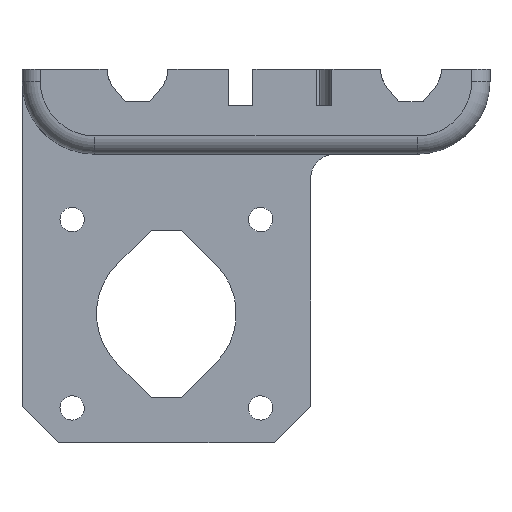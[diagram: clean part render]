
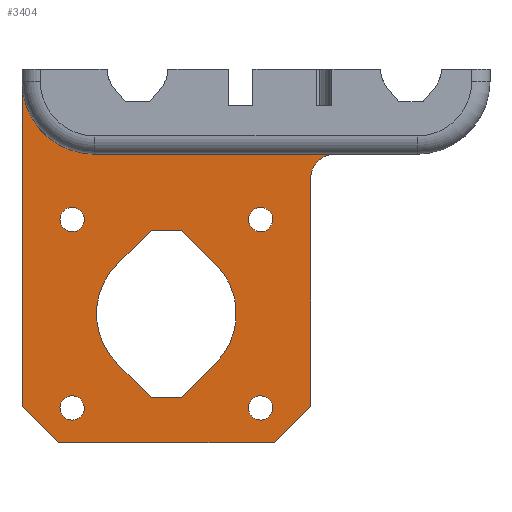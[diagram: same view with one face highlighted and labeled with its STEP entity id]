
A CAD part, left-side view. The second image highlights one B-rep face of the part: STEP entity #3404.
In plain terms, the highlighted planar face has unit normal (-1, 0, 0).
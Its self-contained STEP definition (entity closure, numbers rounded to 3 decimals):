
#2607=CARTESIAN_POINT('Vertex',(25.5,68.,0.)) ;
#2610=CARTESIAN_POINT('Line Origine',(25.5,48.25,0.)) ;
#2614=CARTESIAN_POINT('Vertex',(25.5,28.5,0.)) ;
#2640=CARTESIAN_POINT('Axis2P3D Location',(25.5,28.5,-4.)) ;
#2644=CARTESIAN_POINT('Vertex',(25.5,32.5,-4.)) ;
#2664=CARTESIAN_POINT('Line Origine',(25.5,32.5,-22.75)) ;
#2668=CARTESIAN_POINT('Vertex',(25.5,32.5,-41.5)) ;
#2954=CARTESIAN_POINT('Vertex',(25.5,80.,-41.5)) ;
#2957=CARTESIAN_POINT('Line Origine',(25.5,80.,-14.75)) ;
#2961=CARTESIAN_POINT('Vertex',(25.5,80.,12.)) ;
#3047=CARTESIAN_POINT('Axis2P3D Location',(25.5,68.,12.)) ;
#3232=CARTESIAN_POINT('Axis2P3D Location',(25.5,80.,0.)) ;
#3237=CARTESIAN_POINT('Line Origine',(25.5,77.,-44.5)) ;
#3241=CARTESIAN_POINT('Vertex',(25.5,74.,-47.5)) ;
#3244=CARTESIAN_POINT('Line Origine',(25.5,56.25,-47.5)) ;
#3248=CARTESIAN_POINT('Vertex',(25.5,38.5,-47.5)) ;
#3251=CARTESIAN_POINT('Line Origine',(25.5,35.5,-44.5)) ;
#3266=CARTESIAN_POINT('Line Origine',(25.5,56.25,-12.487)) ;
#3270=CARTESIAN_POINT('Vertex',(25.5,53.75,-12.487)) ;
#3272=CARTESIAN_POINT('Vertex',(25.5,58.75,-12.487)) ;
#3275=CARTESIAN_POINT('Line Origine',(25.5,50.934,-15.302)) ;
#3279=CARTESIAN_POINT('Vertex',(25.5,48.118,-18.118)) ;
#3282=CARTESIAN_POINT('Axis2P3D Location',(25.5,56.25,-26.25)) ;
#3286=CARTESIAN_POINT('Vertex',(25.5,48.118,-34.382)) ;
#3289=CARTESIAN_POINT('Line Origine',(25.5,50.934,-37.198)) ;
#3293=CARTESIAN_POINT('Vertex',(25.5,53.75,-40.013)) ;
#3296=CARTESIAN_POINT('Line Origine',(25.5,56.25,-40.013)) ;
#3300=CARTESIAN_POINT('Vertex',(25.5,58.75,-40.013)) ;
#3303=CARTESIAN_POINT('Line Origine',(25.5,61.566,-37.198)) ;
#3307=CARTESIAN_POINT('Vertex',(25.5,64.382,-34.382)) ;
#3310=CARTESIAN_POINT('Axis2P3D Location',(25.5,56.25,-26.25)) ;
#3314=CARTESIAN_POINT('Vertex',(25.5,64.382,-18.118)) ;
#3317=CARTESIAN_POINT('Line Origine',(25.5,61.566,-15.302)) ;
#3332=CARTESIAN_POINT('Axis2P3D Location',(25.5,40.75,-10.75)) ;
#3336=CARTESIAN_POINT('Vertex',(25.5,38.995,-9.791)) ;
#3338=CARTESIAN_POINT('Vertex',(25.5,42.505,-11.709)) ;
#3341=CARTESIAN_POINT('Axis2P3D Location',(25.5,40.75,-10.75)) ;
#3350=CARTESIAN_POINT('Axis2P3D Location',(25.5,71.75,-10.75)) ;
#3354=CARTESIAN_POINT('Vertex',(25.5,69.995,-9.791)) ;
#3356=CARTESIAN_POINT('Vertex',(25.5,73.505,-11.709)) ;
#3359=CARTESIAN_POINT('Axis2P3D Location',(25.5,71.75,-10.75)) ;
#3368=CARTESIAN_POINT('Axis2P3D Location',(25.5,71.75,-41.75)) ;
#3372=CARTESIAN_POINT('Vertex',(25.5,69.995,-40.791)) ;
#3374=CARTESIAN_POINT('Vertex',(25.5,73.505,-42.709)) ;
#3377=CARTESIAN_POINT('Axis2P3D Location',(25.5,71.75,-41.75)) ;
#3386=CARTESIAN_POINT('Axis2P3D Location',(25.5,40.75,-41.75)) ;
#3390=CARTESIAN_POINT('Vertex',(25.5,38.995,-40.791)) ;
#3392=CARTESIAN_POINT('Vertex',(25.5,42.505,-42.709)) ;
#3395=CARTESIAN_POINT('Axis2P3D Location',(25.5,40.75,-41.75)) ;
#2611=DIRECTION('Vector Direction',(0.,-1.,0.)) ;
#2641=DIRECTION('Axis2P3D Direction',(1.,0.,0.)) ;
#2665=DIRECTION('Vector Direction',(0.,0.,-1.)) ;
#2958=DIRECTION('Vector Direction',(0.,0.,-1.)) ;
#3048=DIRECTION('Axis2P3D Direction',(-1.,0.,0.)) ;
#3233=DIRECTION('Axis2P3D Direction',(1.,0.,0.)) ;
#3234=DIRECTION('Axis2P3D XDirection',(0.,-1.,0.)) ;
#3238=DIRECTION('Vector Direction',(0.,-0.707,-0.707)) ;
#3245=DIRECTION('Vector Direction',(0.,-1.,0.)) ;
#3252=DIRECTION('Vector Direction',(0.,-0.707,0.707)) ;
#3267=DIRECTION('Vector Direction',(0.,1.,0.)) ;
#3276=DIRECTION('Vector Direction',(0.,-0.707,-0.707)) ;
#3283=DIRECTION('Axis2P3D Direction',(1.,0.,0.)) ;
#3290=DIRECTION('Vector Direction',(0.,-0.707,0.707)) ;
#3297=DIRECTION('Vector Direction',(0.,-1.,0.)) ;
#3304=DIRECTION('Vector Direction',(0.,-0.707,-0.707)) ;
#3311=DIRECTION('Axis2P3D Direction',(1.,0.,0.)) ;
#3318=DIRECTION('Vector Direction',(0.,0.707,-0.707)) ;
#3333=DIRECTION('Axis2P3D Direction',(1.,0.,0.)) ;
#3342=DIRECTION('Axis2P3D Direction',(1.,0.,0.)) ;
#3351=DIRECTION('Axis2P3D Direction',(1.,0.,0.)) ;
#3360=DIRECTION('Axis2P3D Direction',(1.,0.,0.)) ;
#3369=DIRECTION('Axis2P3D Direction',(1.,0.,0.)) ;
#3378=DIRECTION('Axis2P3D Direction',(1.,0.,0.)) ;
#3387=DIRECTION('Axis2P3D Direction',(1.,0.,0.)) ;
#3396=DIRECTION('Axis2P3D Direction',(1.,0.,0.)) ;
#2642=AXIS2_PLACEMENT_3D('Circle Axis2P3D',#2640,#2641,$) ;
#3049=AXIS2_PLACEMENT_3D('Circle Axis2P3D',#3047,#3048,$) ;
#3235=AXIS2_PLACEMENT_3D('Plane Axis2P3D',#3232,#3233,#3234) ;
#3284=AXIS2_PLACEMENT_3D('Circle Axis2P3D',#3282,#3283,$) ;
#3312=AXIS2_PLACEMENT_3D('Circle Axis2P3D',#3310,#3311,$) ;
#3334=AXIS2_PLACEMENT_3D('Circle Axis2P3D',#3332,#3333,$) ;
#3343=AXIS2_PLACEMENT_3D('Circle Axis2P3D',#3341,#3342,$) ;
#3352=AXIS2_PLACEMENT_3D('Circle Axis2P3D',#3350,#3351,$) ;
#3361=AXIS2_PLACEMENT_3D('Circle Axis2P3D',#3359,#3360,$) ;
#3370=AXIS2_PLACEMENT_3D('Circle Axis2P3D',#3368,#3369,$) ;
#3379=AXIS2_PLACEMENT_3D('Circle Axis2P3D',#3377,#3378,$) ;
#3388=AXIS2_PLACEMENT_3D('Circle Axis2P3D',#3386,#3387,$) ;
#3397=AXIS2_PLACEMENT_3D('Circle Axis2P3D',#3395,#3396,$) ;
#3257=ORIENTED_EDGE('',*,*,#3051,.F.) ;
#3258=ORIENTED_EDGE('',*,*,#2963,.T.) ;
#3259=ORIENTED_EDGE('',*,*,#3243,.F.) ;
#3260=ORIENTED_EDGE('',*,*,#3250,.T.) ;
#3261=ORIENTED_EDGE('',*,*,#3255,.F.) ;
#3262=ORIENTED_EDGE('',*,*,#2670,.F.) ;
#3263=ORIENTED_EDGE('',*,*,#2646,.T.) ;
#3264=ORIENTED_EDGE('',*,*,#2616,.F.) ;
#3323=ORIENTED_EDGE('',*,*,#3274,.F.) ;
#3324=ORIENTED_EDGE('',*,*,#3281,.T.) ;
#3325=ORIENTED_EDGE('',*,*,#3288,.T.) ;
#3326=ORIENTED_EDGE('',*,*,#3295,.F.) ;
#3327=ORIENTED_EDGE('',*,*,#3302,.F.) ;
#3328=ORIENTED_EDGE('',*,*,#3309,.F.) ;
#3329=ORIENTED_EDGE('',*,*,#3316,.T.) ;
#3330=ORIENTED_EDGE('',*,*,#3321,.F.) ;
#3347=ORIENTED_EDGE('',*,*,#3340,.T.) ;
#3348=ORIENTED_EDGE('',*,*,#3345,.T.) ;
#3365=ORIENTED_EDGE('',*,*,#3358,.T.) ;
#3366=ORIENTED_EDGE('',*,*,#3363,.T.) ;
#3383=ORIENTED_EDGE('',*,*,#3376,.T.) ;
#3384=ORIENTED_EDGE('',*,*,#3381,.T.) ;
#3401=ORIENTED_EDGE('',*,*,#3394,.T.) ;
#3402=ORIENTED_EDGE('',*,*,#3399,.T.) ;
#3331=FACE_BOUND('',#3322,.T.) ;
#3349=FACE_BOUND('',#3346,.T.) ;
#3367=FACE_BOUND('',#3364,.T.) ;
#3385=FACE_BOUND('',#3382,.T.) ;
#3403=FACE_BOUND('',#3400,.T.) ;
#2612=VECTOR('Line Direction',#2611,1.) ;
#2666=VECTOR('Line Direction',#2665,1.) ;
#2959=VECTOR('Line Direction',#2958,1.) ;
#3239=VECTOR('Line Direction',#3238,1.) ;
#3246=VECTOR('Line Direction',#3245,1.) ;
#3253=VECTOR('Line Direction',#3252,1.) ;
#3268=VECTOR('Line Direction',#3267,1.) ;
#3277=VECTOR('Line Direction',#3276,1.) ;
#3291=VECTOR('Line Direction',#3290,1.) ;
#3298=VECTOR('Line Direction',#3297,1.) ;
#3305=VECTOR('Line Direction',#3304,1.) ;
#3319=VECTOR('Line Direction',#3318,1.) ;
#3404=ADVANCED_FACE('PartBody',(#3265,#3331,#3349,#3367,#3385,#3403),#3236,.F.) ;
#2643=CIRCLE('generated circle',#2642,4.) ;
#3050=CIRCLE('generated circle',#3049,12.) ;
#3285=CIRCLE('generated circle',#3284,11.5) ;
#3313=CIRCLE('generated circle',#3312,11.5) ;
#3335=CIRCLE('generated circle',#3334,2.) ;
#3344=CIRCLE('generated circle',#3343,2.) ;
#3353=CIRCLE('generated circle',#3352,2.) ;
#3362=CIRCLE('generated circle',#3361,2.) ;
#3371=CIRCLE('generated circle',#3370,2.) ;
#3380=CIRCLE('generated circle',#3379,2.) ;
#3389=CIRCLE('generated circle',#3388,2.) ;
#3398=CIRCLE('generated circle',#3397,2.) ;
#2616=EDGE_CURVE('',#2608,#2615,#2613,.T.) ;
#2646=EDGE_CURVE('',#2645,#2615,#2643,.T.) ;
#2670=EDGE_CURVE('',#2645,#2669,#2667,.T.) ;
#2963=EDGE_CURVE('',#2962,#2955,#2960,.T.) ;
#3051=EDGE_CURVE('',#2962,#2608,#3050,.T.) ;
#3243=EDGE_CURVE('',#3242,#2955,#3240,.F.) ;
#3250=EDGE_CURVE('',#3242,#3249,#3247,.T.) ;
#3255=EDGE_CURVE('',#2669,#3249,#3254,.F.) ;
#3274=EDGE_CURVE('',#3271,#3273,#3269,.T.) ;
#3281=EDGE_CURVE('',#3271,#3280,#3278,.T.) ;
#3288=EDGE_CURVE('',#3280,#3287,#3285,.T.) ;
#3295=EDGE_CURVE('',#3294,#3287,#3292,.T.) ;
#3302=EDGE_CURVE('',#3301,#3294,#3299,.T.) ;
#3309=EDGE_CURVE('',#3308,#3301,#3306,.T.) ;
#3316=EDGE_CURVE('',#3308,#3315,#3313,.T.) ;
#3321=EDGE_CURVE('',#3273,#3315,#3320,.T.) ;
#3340=EDGE_CURVE('',#3337,#3339,#3335,.T.) ;
#3345=EDGE_CURVE('',#3339,#3337,#3344,.T.) ;
#3358=EDGE_CURVE('',#3355,#3357,#3353,.T.) ;
#3363=EDGE_CURVE('',#3357,#3355,#3362,.T.) ;
#3376=EDGE_CURVE('',#3373,#3375,#3371,.T.) ;
#3381=EDGE_CURVE('',#3375,#3373,#3380,.T.) ;
#3394=EDGE_CURVE('',#3391,#3393,#3389,.T.) ;
#3399=EDGE_CURVE('',#3393,#3391,#3398,.T.) ;
#3256=EDGE_LOOP('',(#3257,#3258,#3259,#3260,#3261,#3262,#3263,#3264)) ;
#3322=EDGE_LOOP('',(#3323,#3324,#3325,#3326,#3327,#3328,#3329,#3330)) ;
#3346=EDGE_LOOP('',(#3347,#3348)) ;
#3364=EDGE_LOOP('',(#3365,#3366)) ;
#3382=EDGE_LOOP('',(#3383,#3384)) ;
#3400=EDGE_LOOP('',(#3401,#3402)) ;
#3265=FACE_OUTER_BOUND('',#3256,.T.) ;
#2613=LINE('Line',#2610,#2612) ;
#2667=LINE('Line',#2664,#2666) ;
#2960=LINE('Line',#2957,#2959) ;
#3240=LINE('Line',#3237,#3239) ;
#3247=LINE('Line',#3244,#3246) ;
#3254=LINE('Line',#3251,#3253) ;
#3269=LINE('Line',#3266,#3268) ;
#3278=LINE('Line',#3275,#3277) ;
#3292=LINE('Line',#3289,#3291) ;
#3299=LINE('Line',#3296,#3298) ;
#3306=LINE('Line',#3303,#3305) ;
#3320=LINE('Line',#3317,#3319) ;
#3236=PLANE('',#3235) ;
#2608=VERTEX_POINT('',#2607) ;
#2615=VERTEX_POINT('',#2614) ;
#2645=VERTEX_POINT('',#2644) ;
#2669=VERTEX_POINT('',#2668) ;
#2955=VERTEX_POINT('',#2954) ;
#2962=VERTEX_POINT('',#2961) ;
#3242=VERTEX_POINT('',#3241) ;
#3249=VERTEX_POINT('',#3248) ;
#3271=VERTEX_POINT('',#3270) ;
#3273=VERTEX_POINT('',#3272) ;
#3280=VERTEX_POINT('',#3279) ;
#3287=VERTEX_POINT('',#3286) ;
#3294=VERTEX_POINT('',#3293) ;
#3301=VERTEX_POINT('',#3300) ;
#3308=VERTEX_POINT('',#3307) ;
#3315=VERTEX_POINT('',#3314) ;
#3337=VERTEX_POINT('',#3336) ;
#3339=VERTEX_POINT('',#3338) ;
#3355=VERTEX_POINT('',#3354) ;
#3357=VERTEX_POINT('',#3356) ;
#3373=VERTEX_POINT('',#3372) ;
#3375=VERTEX_POINT('',#3374) ;
#3391=VERTEX_POINT('',#3390) ;
#3393=VERTEX_POINT('',#3392) ;
